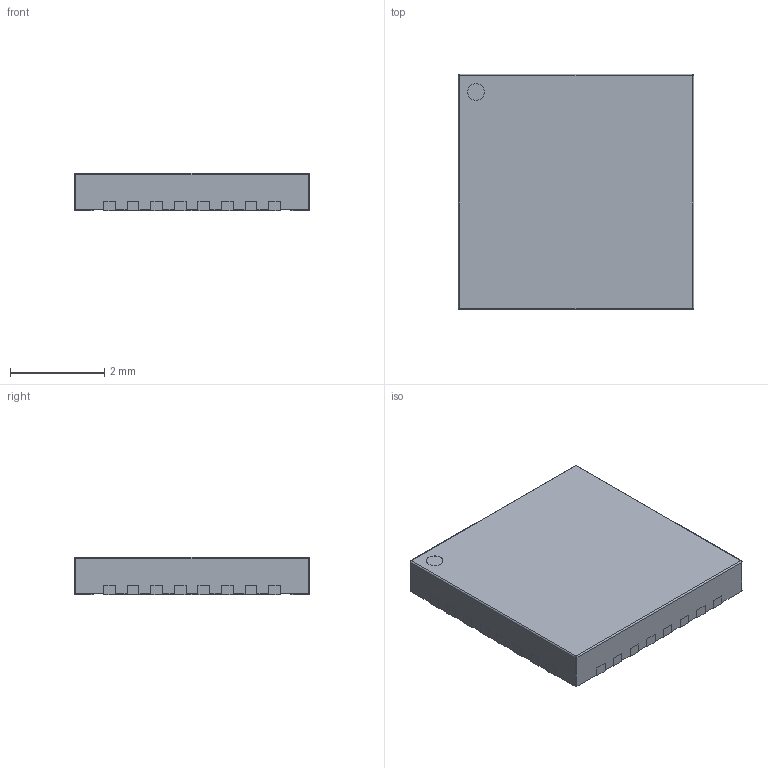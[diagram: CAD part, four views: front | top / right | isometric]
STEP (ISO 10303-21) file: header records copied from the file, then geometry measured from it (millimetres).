
FILE_DESCRIPTION(('FreeCAD Model'),'2;1');
FILE_NAME('Open CASCADE Shape Model','2025-02-14T11:04:01',(''),(''), 'Open CASCADE STEP processor 7.8','FreeCAD','Unknown');
FILE_SCHEMA(('AUTOMOTIVE_DESIGN { 1 0 10303 214 1 1 1 1 }'));
Length unit declared in the file: millimetre
Products named in the file (36): MAX4890ETJ+T035; MAX4890ETJ+T; MAX4890ETJ+T001; MAX4890ETJ+T002; MAX4890ETJ+T003; MAX4890ETJ+T004; MAX4890ETJ+T005; MAX4890ETJ+T006; MAX4890ETJ+T007; MAX4890ETJ+T008; MAX4890ETJ+T009; MAX4890ETJ+T010; MAX4890ETJ+T011; MAX4890ETJ+T012; MAX4890ETJ+T013; MAX4890ETJ+T014; MAX4890ETJ+T015; MAX4890ETJ+T016; MAX4890ETJ+T017; MAX4890ETJ+T018; MAX4890ETJ+T019; MAX4890ETJ+T020; MAX4890ETJ+T021; MAX4890ETJ+T022; MAX4890ETJ+T023; MAX4890ETJ+T024; MAX4890ETJ+T025; MAX4890ETJ+T026; MAX4890ETJ+T027; MAX4890ETJ+T028; MAX4890ETJ+T029; MAX4890ETJ+T030; MAX4890ETJ+T031; MAX4890ETJ+T032; MAX4890ETJ+T033; MAX4890ETJ+T034
Assembly tree (35 placements, depth 2):
  MAX4890ETJ+T035
    MAX4890ETJ+T
    MAX4890ETJ+T001
    MAX4890ETJ+T002
    MAX4890ETJ+T003
    MAX4890ETJ+T004
    MAX4890ETJ+T005
    MAX4890ETJ+T006
    MAX4890ETJ+T007
    MAX4890ETJ+T008
    MAX4890ETJ+T009
    MAX4890ETJ+T010
    MAX4890ETJ+T011
    MAX4890ETJ+T012
    MAX4890ETJ+T013
    MAX4890ETJ+T014
    MAX4890ETJ+T015
    MAX4890ETJ+T016
    MAX4890ETJ+T017
    MAX4890ETJ+T018
    MAX4890ETJ+T019
    MAX4890ETJ+T020
    MAX4890ETJ+T021
    MAX4890ETJ+T022
    MAX4890ETJ+T023
    MAX4890ETJ+T024
    MAX4890ETJ+T025
    MAX4890ETJ+T026
    MAX4890ETJ+T027
    MAX4890ETJ+T028
    MAX4890ETJ+T029
    MAX4890ETJ+T030
    MAX4890ETJ+T031
    MAX4890ETJ+T032
    MAX4890ETJ+T033
    MAX4890ETJ+T034
Bounding box: 5 x 5 x 0.8 mm (x, y, z)
Volume: 19.8 mm3; surface area: 105.8 mm2
Topology: 35 solids, 35 shells, 356 faces, 844 edges, 556 vertices
Faces by surface type: plane 340, cylinder 12, sphere 4
Entity records: 10937 total; most frequent: CARTESIAN_POINT 1788, ORIENTED_EDGE 1680, DIRECTION 1648, EDGE_CURVE 840, LINE 816, VECTOR 816, VERTEX_POINT 556, AXIS2_PLACEMENT_3D 416
